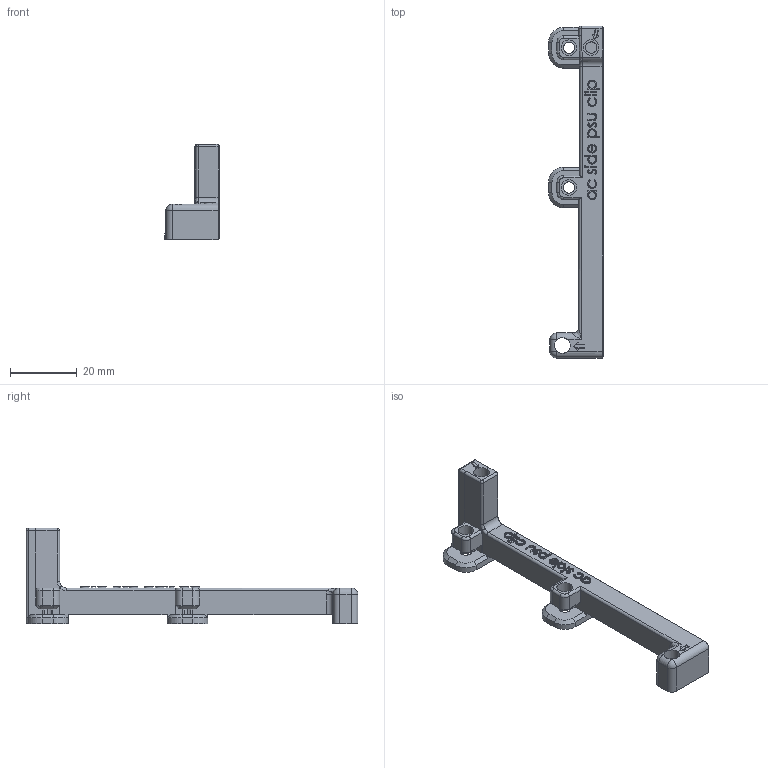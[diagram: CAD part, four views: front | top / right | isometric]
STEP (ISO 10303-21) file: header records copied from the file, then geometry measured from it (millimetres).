
FILE_DESCRIPTION (( 'STEP AP214' ), '1' );
FILE_NAME ('PSU_clip_ac_side.STEP', '2021-09-13T18:45:39', ( '' ), ( '' ), 'SwSTEP 2.0', 'SolidWorks 2021', '' );
FILE_SCHEMA (( 'AUTOMOTIVE_DESIGN' ));
Length unit declared in the file: millimetre
Products named in the file (1): PSU_clip_ac_side
Bounding box: 16.48 x 99.75 x 28.75 mm (x, y, z)
Volume: 8726.7 mm3; surface area: 5608.2 mm2
Topology: 1 solids, 1 shells, 360 faces, 950 edges, 608 vertices
Faces by surface type: plane 176, bspline 107, cylinder 51, cone 16, torus 6, sphere 4
Entity records: 15849 total; most frequent: CARTESIAN_POINT 7605, ORIENTED_EDGE 1890, DIRECTION 1353, EDGE_CURVE 945, VERTEX_POINT 608, VECTOR 593, LINE 593, EDGE_LOOP 391
